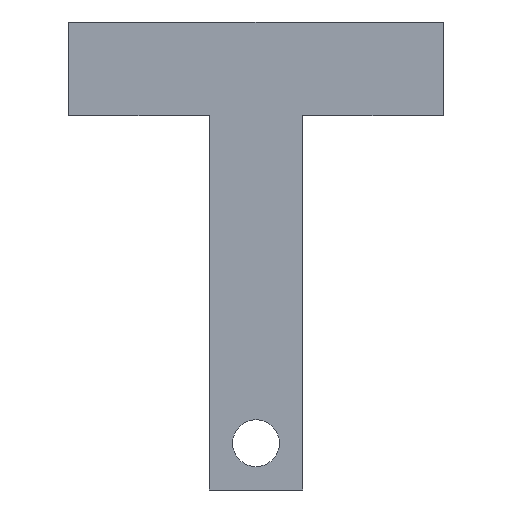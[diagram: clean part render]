
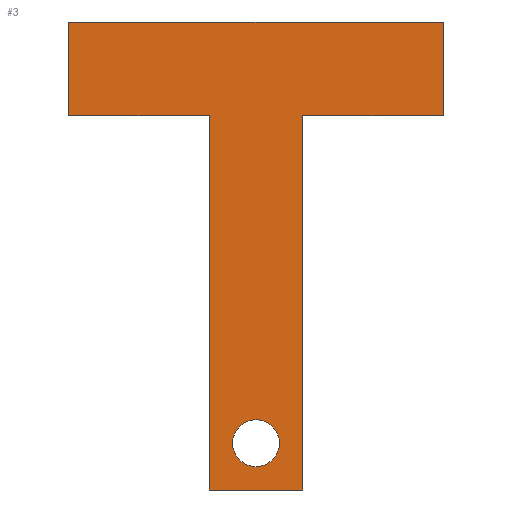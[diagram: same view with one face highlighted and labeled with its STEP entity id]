
A CAD part, front view. The second image highlights one B-rep face of the part: STEP entity #3.
In plain terms, the highlighted planar face has unit normal (0, -1, 0).
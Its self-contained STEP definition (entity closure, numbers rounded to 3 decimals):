
#3 = ADVANCED_FACE ( 'NONE', ( #206, #345 ), #319, .F. ) ;
#4 = VECTOR ( 'NONE', #286, 1000. ) ;
#11 = AXIS2_PLACEMENT_3D ( 'NONE', #403, #98, #197 ) ;
#15 = ORIENTED_EDGE ( 'NONE', *, *, #342, .T. ) ;
#18 = VERTEX_POINT ( 'NONE', #213 ) ;
#19 = VERTEX_POINT ( 'NONE', #21 ) ;
#20 = CIRCLE ( 'NONE', #167, 0.25 ) ;
#21 = CARTESIAN_POINT ( 'NONE',  ( 0.5, 0., -35.771 ) ) ;
#25 = LINE ( 'NONE', #71, #105 ) ;
#31 = CARTESIAN_POINT ( 'NONE',  ( -0.5, 0., -39.771 ) ) ;
#34 = CARTESIAN_POINT ( 'NONE',  ( -2., 0., -35.771 ) ) ;
#41 = ORIENTED_EDGE ( 'NONE', *, *, #131, .F. ) ;
#44 = VERTEX_POINT ( 'NONE', #157 ) ;
#49 = CIRCLE ( 'NONE', #11, 0.25 ) ;
#55 = DIRECTION ( 'NONE',  ( 0., 0., 1. ) ) ;
#60 = VECTOR ( 'NONE', #97, 1000. ) ;
#63 = DIRECTION ( 'NONE',  ( 0., 0., 1. ) ) ;
#65 = VERTEX_POINT ( 'NONE', #95 ) ;
#71 = CARTESIAN_POINT ( 'NONE',  ( 0.5, 0., -39.771 ) ) ;
#74 = LINE ( 'NONE', #198, #84 ) ;
#84 = VECTOR ( 'NONE', #374, 1000. ) ;
#86 = VERTEX_POINT ( 'NONE', #370 ) ;
#88 = DIRECTION ( 'NONE',  ( 0., 0., 1. ) ) ;
#93 = LINE ( 'NONE', #337, #241 ) ;
#94 = DIRECTION ( 'NONE',  ( 0., 1., 0. ) ) ;
#95 = CARTESIAN_POINT ( 'NONE',  ( 0., 0., -39.021 ) ) ;
#96 = DIRECTION ( 'NONE',  ( 0., 0., 1. ) ) ;
#97 = DIRECTION ( 'NONE',  ( -1., 0., 0. ) ) ;
#98 = DIRECTION ( 'NONE',  ( 0., 1., 0. ) ) ;
#105 = VECTOR ( 'NONE', #397, 1000. ) ;
#110 = EDGE_LOOP ( 'NONE', ( #216, #15 ) ) ;
#113 = LINE ( 'NONE', #387, #4 ) ;
#116 = EDGE_CURVE ( 'NONE', #442, #243, #74, .T. ) ;
#117 = ORIENTED_EDGE ( 'NONE', *, *, #116, .F. ) ;
#121 = DIRECTION ( 'NONE',  ( 0., 0., -1. ) ) ;
#124 = DIRECTION ( 'NONE',  ( -1., 0., 0. ) ) ;
#126 = LINE ( 'NONE', #439, #281 ) ;
#127 = CARTESIAN_POINT ( 'NONE',  ( 0., 0., -39.521 ) ) ;
#131 = EDGE_CURVE ( 'NONE', #19, #86, #25, .T. ) ;
#133 = LINE ( 'NONE', #31, #60 ) ;
#138 = VECTOR ( 'NONE', #121, 1000. ) ;
#140 = EDGE_CURVE ( 'NONE', #86, #44, #133, .T. ) ;
#149 = EDGE_CURVE ( 'NONE', #44, #442, #93, .T. ) ;
#157 = CARTESIAN_POINT ( 'NONE',  ( -0.5, 0., -39.771 ) ) ;
#165 = ORIENTED_EDGE ( 'NONE', *, *, #172, .F. ) ;
#167 = AXIS2_PLACEMENT_3D ( 'NONE', #248, #94, #55 ) ;
#170 = ORIENTED_EDGE ( 'NONE', *, *, #279, .F. ) ;
#172 = EDGE_CURVE ( 'NONE', #443, #19, #192, .T. ) ;
#176 = ORIENTED_EDGE ( 'NONE', *, *, #183, .F. ) ;
#183 = EDGE_CURVE ( 'NONE', #323, #18, #113, .T. ) ;
#192 = LINE ( 'NONE', #438, #405 ) ;
#197 = DIRECTION ( 'NONE',  ( 0., 0., 1. ) ) ;
#198 = CARTESIAN_POINT ( 'NONE',  ( -2., 0., -35.771 ) ) ;
#206 = FACE_BOUND ( 'NONE', #110, .T. ) ;
#209 = LINE ( 'NONE', #333, #138 ) ;
#210 = ORIENTED_EDGE ( 'NONE', *, *, #149, .F. ) ;
#213 = CARTESIAN_POINT ( 'NONE',  ( 2., 0., -34.771 ) ) ;
#216 = ORIENTED_EDGE ( 'NONE', *, *, #236, .T. ) ;
#221 = AXIS2_PLACEMENT_3D ( 'NONE', #356, #321, #88 ) ;
#236 = EDGE_CURVE ( 'NONE', #65, #314, #49, .T. ) ;
#241 = VECTOR ( 'NONE', #96, 1000. ) ;
#243 = VERTEX_POINT ( 'NONE', #34 ) ;
#248 = CARTESIAN_POINT ( 'NONE',  ( 0., 0., -39.271 ) ) ;
#258 = CARTESIAN_POINT ( 'NONE',  ( -0.5, 0., -35.771 ) ) ;
#269 = ORIENTED_EDGE ( 'NONE', *, *, #140, .F. ) ;
#279 = EDGE_CURVE ( 'NONE', #18, #443, #209, .T. ) ;
#281 = VECTOR ( 'NONE', #63, 1000. ) ;
#286 = DIRECTION ( 'NONE',  ( 1., 0., 0. ) ) ;
#314 = VERTEX_POINT ( 'NONE', #127 ) ;
#319 = PLANE ( 'NONE',  #221 ) ;
#321 = DIRECTION ( 'NONE',  ( 0., 1., 0. ) ) ;
#323 = VERTEX_POINT ( 'NONE', #434 ) ;
#329 = CARTESIAN_POINT ( 'NONE',  ( 2., 0., -35.771 ) ) ;
#333 = CARTESIAN_POINT ( 'NONE',  ( 2., 0., -35.771 ) ) ;
#337 = CARTESIAN_POINT ( 'NONE',  ( -0.5, 0., -39.771 ) ) ;
#342 = EDGE_CURVE ( 'NONE', #314, #65, #20, .T. ) ;
#345 = FACE_OUTER_BOUND ( 'NONE', #363, .T. ) ;
#351 = ORIENTED_EDGE ( 'NONE', *, *, #375, .F. ) ;
#356 = CARTESIAN_POINT ( 'NONE',  ( 0., 0., 0. ) ) ;
#363 = EDGE_LOOP ( 'NONE', ( #170, #176, #351, #117, #210, #269, #41, #165 ) ) ;
#370 = CARTESIAN_POINT ( 'NONE',  ( 0.5, 0., -39.771 ) ) ;
#374 = DIRECTION ( 'NONE',  ( -1., 0., 0. ) ) ;
#375 = EDGE_CURVE ( 'NONE', #243, #323, #126, .T. ) ;
#387 = CARTESIAN_POINT ( 'NONE',  ( -2., 0., -34.771 ) ) ;
#397 = DIRECTION ( 'NONE',  ( 0., 0., -1. ) ) ;
#403 = CARTESIAN_POINT ( 'NONE',  ( 0., 0., -39.271 ) ) ;
#405 = VECTOR ( 'NONE', #124, 1000. ) ;
#434 = CARTESIAN_POINT ( 'NONE',  ( -2., 0., -34.771 ) ) ;
#438 = CARTESIAN_POINT ( 'NONE',  ( 0.5, 0., -35.771 ) ) ;
#439 = CARTESIAN_POINT ( 'NONE',  ( -2., 0., -35.771 ) ) ;
#442 = VERTEX_POINT ( 'NONE', #258 ) ;
#443 = VERTEX_POINT ( 'NONE', #329 ) ;
